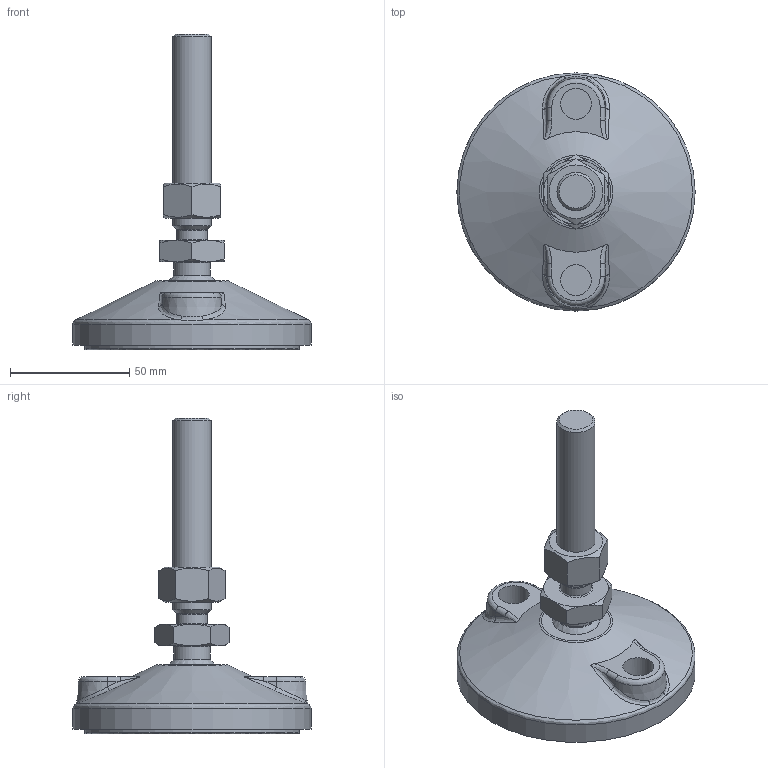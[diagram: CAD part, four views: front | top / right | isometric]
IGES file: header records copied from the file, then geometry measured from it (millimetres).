
Global section: file name: 419916.1.stp.ipt; native system: Autodesk Inventor 2014; preprocessor: unknown; author: zeman; date: 20151020.100034; units: millimetre
Bounding box: 100 x 100 x 132.48 mm (x, y, z)
Volume: 140992.6 mm3; surface area: 56327.3 mm2
Topology: 4 solids, 4 shells, 175 faces, 463 edges, 283 vertices
Faces by surface type: plane 81, revolution 38, cone 19, bspline 15, cylinder 15, sphere 7
Full cylindrical faces by diameter (mm): 10 x1, 13 x1, 15.5 x1, 16 x1, 20 x1, 90 x1, 100 x1
